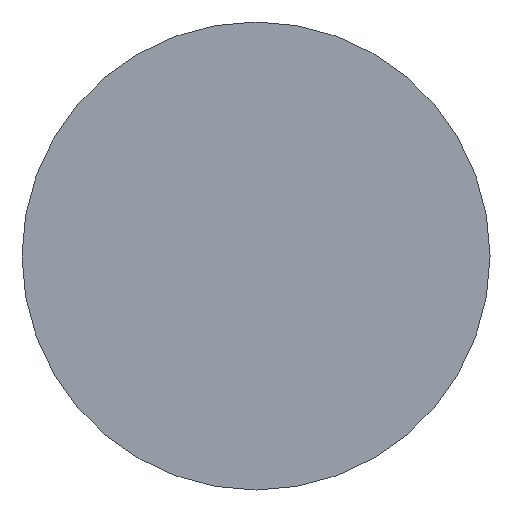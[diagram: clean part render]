
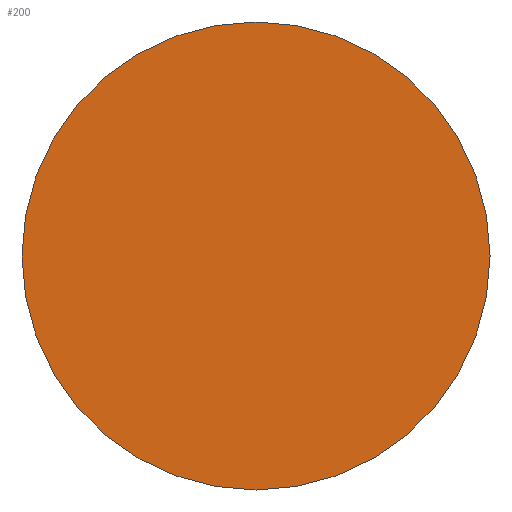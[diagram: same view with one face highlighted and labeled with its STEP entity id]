
A CAD part, front view. The second image highlights one B-rep face of the part: STEP entity #200.
In plain terms, the highlighted planar face has unit normal (0, -1, 0).
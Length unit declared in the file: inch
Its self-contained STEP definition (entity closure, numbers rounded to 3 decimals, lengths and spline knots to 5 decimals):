
#24 = CARTESIAN_POINT ( 'NONE',  ( 0., 0., -0.09375 ) ) ;
#26 = CARTESIAN_POINT ( 'NONE',  ( 0., 0., 0. ) ) ;
#55 = VERTEX_POINT ( 'NONE', #180 ) ;
#56 = DIRECTION ( 'NONE',  ( 0., 0., -1. ) ) ;
#68 = PLANE ( 'NONE',  #271 ) ;
#78 = DIRECTION ( 'NONE',  ( 0., 0., -1. ) ) ;
#81 = CARTESIAN_POINT ( 'NONE',  ( 0., 0., 0. ) ) ;
#83 = VERTEX_POINT ( 'NONE', #24 ) ;
#94 = EDGE_CURVE ( 'NONE', #55, #83, #190, .T. ) ;
#95 = AXIS2_PLACEMENT_3D ( 'NONE', #266, #309, #56 ) ;
#121 = EDGE_LOOP ( 'NONE', ( #261, #151 ) ) ;
#151 = ORIENTED_EDGE ( 'NONE', *, *, #94, .T. ) ;
#166 = DIRECTION ( 'NONE',  ( 0., 0., -1. ) ) ;
#173 = DIRECTION ( 'NONE',  ( 0., -1., 0. ) ) ;
#180 = CARTESIAN_POINT ( 'NONE',  ( 0., 0., 0.09375 ) ) ;
#190 = CIRCLE ( 'NONE', #95, 0.09375 ) ;
#197 = DIRECTION ( 'NONE',  ( 0., -1., 0. ) ) ;
#200 = ADVANCED_FACE ( 'NONE', ( #278 ), #68, .T. ) ;
#233 = AXIS2_PLACEMENT_3D ( 'NONE', #26, #197, #78 ) ;
#257 = CIRCLE ( 'NONE', #233, 0.09375 ) ;
#260 = EDGE_CURVE ( 'NONE', #83, #55, #257, .T. ) ;
#261 = ORIENTED_EDGE ( 'NONE', *, *, #260, .T. ) ;
#266 = CARTESIAN_POINT ( 'NONE',  ( 0., 0., 0. ) ) ;
#271 = AXIS2_PLACEMENT_3D ( 'NONE', #81, #173, #166 ) ;
#278 = FACE_OUTER_BOUND ( 'NONE', #121, .T. ) ;
#309 = DIRECTION ( 'NONE',  ( 0., -1., 0. ) ) ;
